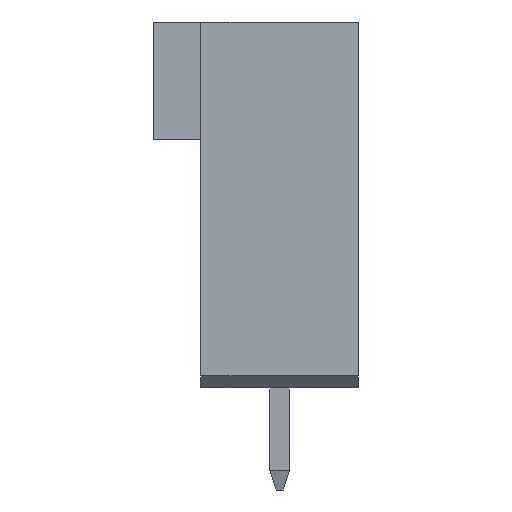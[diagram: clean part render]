
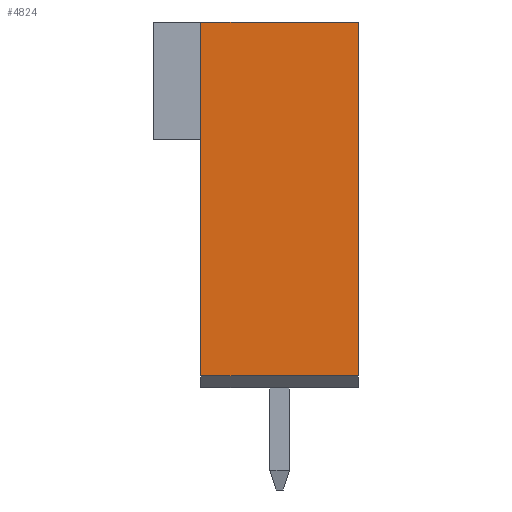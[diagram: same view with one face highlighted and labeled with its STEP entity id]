
A CAD part, left-side view. The second image highlights one B-rep face of the part: STEP entity #4824.
In plain terms, the highlighted planar face has unit normal (-1, 0, 0).
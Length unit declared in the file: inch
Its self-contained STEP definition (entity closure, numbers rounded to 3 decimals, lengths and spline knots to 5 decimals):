
#1=DIRECTION('',(0.,-1.,0.));
#2=VECTOR('',#1,0.2);
#3=CARTESIAN_POINT('',(-1.,0.1,0.15));
#4=LINE('',#3,#2);
#5=DIRECTION('',(0.,0.,-1.));
#6=VECTOR('',#5,0.45);
#7=CARTESIAN_POINT('',(-1.,-0.1,0.15));
#8=LINE('',#7,#6);
#9=DIRECTION('',(0.,1.,0.));
#10=VECTOR('',#9,0.2);
#11=CARTESIAN_POINT('',(-1.,-0.1,-0.3));
#12=LINE('',#11,#10);
#45=DIRECTION('',(0.,0.,-1.));
#46=VECTOR('',#45,0.45);
#47=CARTESIAN_POINT('',(-1.,0.1,0.15));
#48=LINE('',#47,#46);
#3689=CARTESIAN_POINT('',(-1.,-0.1,0.15));
#3690=CARTESIAN_POINT('',(-1.,-0.1,-0.3));
#3691=VERTEX_POINT('',#3689);
#3692=VERTEX_POINT('',#3690);
#3693=CARTESIAN_POINT('',(-1.,0.1,-0.3));
#3694=VERTEX_POINT('',#3693);
#3859=CARTESIAN_POINT('',(-1.,0.1,0.15));
#3860=VERTEX_POINT('',#3859);
#4809=CARTESIAN_POINT('',(-1.,0.,0.));
#4810=DIRECTION('',(1.,0.,0.));
#4811=DIRECTION('',(0.,0.,-1.));
#4812=AXIS2_PLACEMENT_3D('',#4809,#4810,#4811);
#4813=PLANE('',#4812);
#4815=ORIENTED_EDGE('',*,*,#4814,.F.);
#4817=ORIENTED_EDGE('',*,*,#4816,.T.);
#4819=ORIENTED_EDGE('',*,*,#4818,.T.);
#4821=ORIENTED_EDGE('',*,*,#4820,.T.);
#4822=EDGE_LOOP('',(#4815,#4817,#4819,#4821));
#4823=FACE_OUTER_BOUND('',#4822,.F.);
#4824=ADVANCED_FACE('',(#4823),#4813,.F.);
#4814=EDGE_CURVE('',#3860,#3694,#48,.T.);
#4816=EDGE_CURVE('',#3860,#3691,#4,.T.);
#4818=EDGE_CURVE('',#3691,#3692,#8,.T.);
#4820=EDGE_CURVE('',#3692,#3694,#12,.T.);
